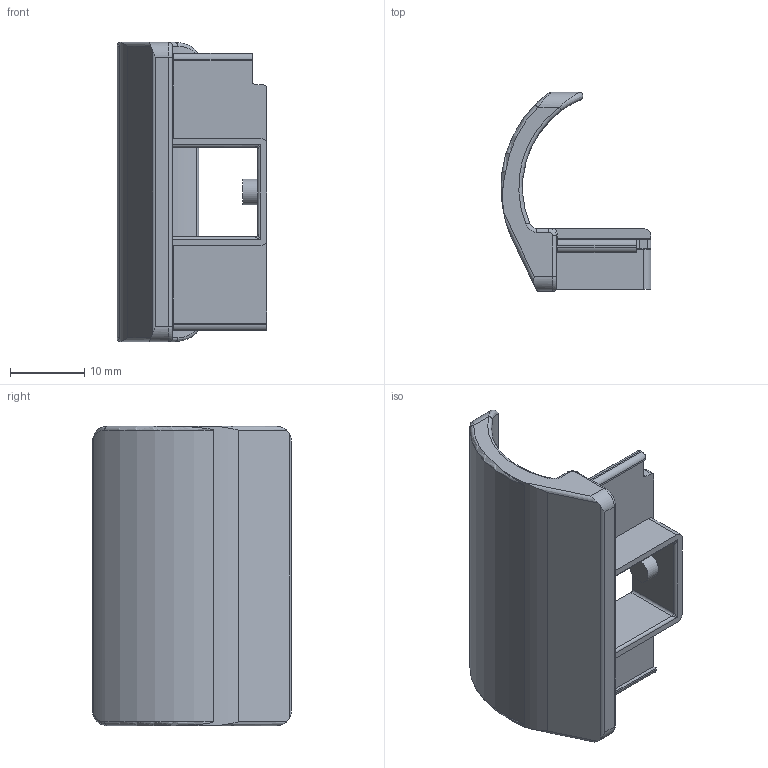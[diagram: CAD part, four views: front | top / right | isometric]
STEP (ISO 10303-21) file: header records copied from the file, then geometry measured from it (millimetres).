
FILE_DESCRIPTION(/* description */ (''),/* implementation_level */ '2;1');
FILE_NAME(/* name */ 'Clip Right.step',/* time_stamp */ '2021-12-02T01:26:11+06:00',/* author */ (''),/* organization */ (''),/* preprocessor_version */ 'ST-DEVELOPER v18.1',/* originating_system */ 'Autodesk Translation Framework v10.10.0.1391',/* authorisation */ '');
FILE_SCHEMA (('AUTOMOTIVE_DESIGN { 1 0 10303 214 3 1 1 }'));
Length unit declared in the file: millimetre
Products named in the file (1): Clip Right
Bounding box: 20.21 x 26.8 x 40.33 mm (x, y, z)
Volume: 4796.2 mm3; surface area: 4216.4 mm2
Topology: 1 solids, 1 shells, 104 faces, 270 edges, 166 vertices
Faces by surface type: cylinder 48, plane 32, torus 14, bspline 8, sphere 2
Full cylindrical faces by diameter (mm): 3.5 x1
Entity records: 3526 total; most frequent: CARTESIAN_POINT 950, DIRECTION 544, ORIENTED_EDGE 536, EDGE_CURVE 268, AXIS2_PLACEMENT_3D 205, VERTEX_POINT 166, LINE 134, VECTOR 134
